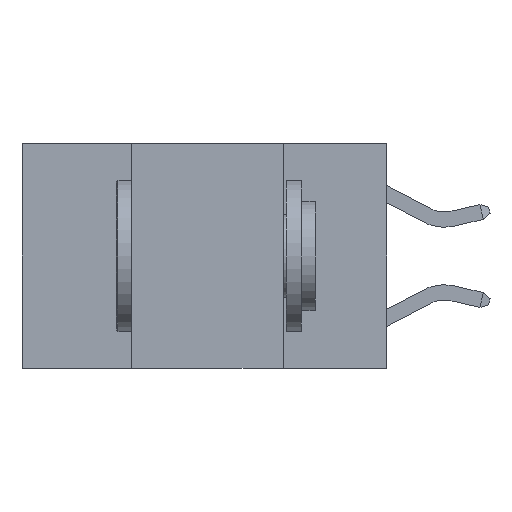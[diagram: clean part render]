
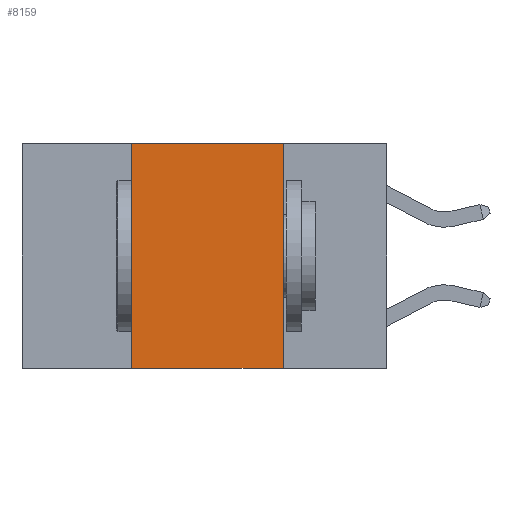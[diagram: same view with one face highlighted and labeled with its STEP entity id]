
A CAD part, left-side view. The second image highlights one B-rep face of the part: STEP entity #8159.
In plain terms, the highlighted planar face has unit normal (-1, 0, 0).
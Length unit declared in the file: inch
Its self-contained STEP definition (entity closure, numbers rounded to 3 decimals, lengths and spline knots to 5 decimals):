
#737 = CARTESIAN_POINT ( 'NONE',  ( 0., 0.6, 0. ) ) ;
#1190 = DIRECTION ( 'NONE',  ( 0., 0., 1. ) ) ;
#2171 = ORIENTED_EDGE ( 'NONE', *, *, #9663, .F. ) ;
#2185 = VECTOR ( 'NONE', #13577, 39.37008 ) ;
#2251 = VERTEX_POINT ( 'NONE', #4491 ) ;
#2253 = VECTOR ( 'NONE', #8999, 39.37008 ) ;
#2514 = FACE_OUTER_BOUND ( 'NONE', #3399, .T. ) ;
#3399 = EDGE_LOOP ( 'NONE', ( #4311, #2171, #17001, #4565 ) ) ;
#3547 = VERTEX_POINT ( 'NONE', #14943 ) ;
#4311 = ORIENTED_EDGE ( 'NONE', *, *, #4489, .F. ) ;
#4489 = EDGE_CURVE ( 'NONE', #3547, #2251, #13481, .T. ) ;
#4491 = CARTESIAN_POINT ( 'NONE',  ( 0., 0.17, -0.37 ) ) ;
#4565 = ORIENTED_EDGE ( 'NONE', *, *, #16593, .T. ) ;
#4802 = DIRECTION ( 'NONE',  ( 1., 0., 0. ) ) ;
#4913 = CARTESIAN_POINT ( 'NONE',  ( 0., 0.6, 0. ) ) ;
#6890 = VECTOR ( 'NONE', #11973, 39.37008 ) ;
#6905 = CARTESIAN_POINT ( 'NONE',  ( 0., 0.17, 0. ) ) ;
#7887 = PLANE ( 'NONE',  #12213 ) ;
#8159 = ADVANCED_FACE ( 'NONE', ( #2514 ), #7887, .F. ) ;
#8723 = CARTESIAN_POINT ( 'NONE',  ( 0., 0.6, -0.37 ) ) ;
#8898 = CARTESIAN_POINT ( 'NONE',  ( 0., 0.42, -0.37 ) ) ;
#8999 = DIRECTION ( 'NONE',  ( 0., -1., 0. ) ) ;
#9663 = EDGE_CURVE ( 'NONE', #14048, #3547, #14564, .T. ) ;
#10109 = CARTESIAN_POINT ( 'NONE',  ( 0., 0.42, 0. ) ) ;
#10200 = DIRECTION ( 'NONE',  ( 0., 0., -1. ) ) ;
#11239 = VECTOR ( 'NONE', #1190, 39.37008 ) ;
#11692 = LINE ( 'NONE', #13105, #11239 ) ;
#11973 = DIRECTION ( 'NONE',  ( 0., -1., 0. ) ) ;
#12213 = AXIS2_PLACEMENT_3D ( 'NONE', #737, #4802, #10200 ) ;
#12780 = LINE ( 'NONE', #8723, #2253 ) ;
#13105 = CARTESIAN_POINT ( 'NONE',  ( 0., 0.42, 0. ) ) ;
#13381 = EDGE_CURVE ( 'NONE', #15304, #14048, #11692, .T. ) ;
#13481 = LINE ( 'NONE', #6905, #2185 ) ;
#13577 = DIRECTION ( 'NONE',  ( 0., 0., -1. ) ) ;
#14048 = VERTEX_POINT ( 'NONE', #10109 ) ;
#14564 = LINE ( 'NONE', #4913, #6890 ) ;
#14943 = CARTESIAN_POINT ( 'NONE',  ( 0., 0.17, 0. ) ) ;
#15304 = VERTEX_POINT ( 'NONE', #8898 ) ;
#16593 = EDGE_CURVE ( 'NONE', #15304, #2251, #12780, .T. ) ;
#17001 = ORIENTED_EDGE ( 'NONE', *, *, #13381, .F. ) ;
